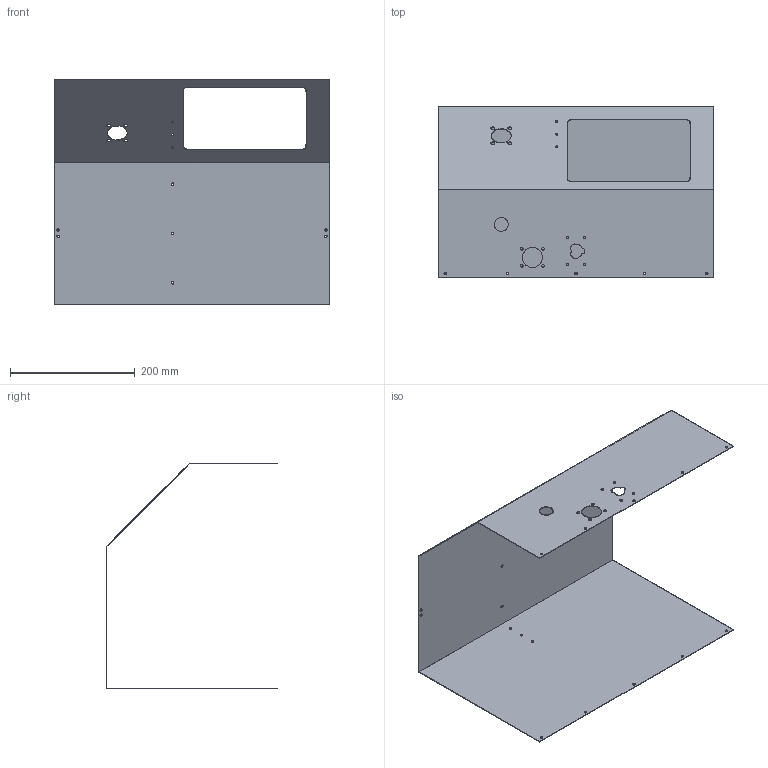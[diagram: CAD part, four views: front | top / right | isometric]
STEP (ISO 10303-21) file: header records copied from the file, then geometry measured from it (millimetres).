
FILE_DESCRIPTION(/* description */ (''),/* implementation_level */ '2;1');
FILE_NAME(/* name */ 'bmr_001_carcasa_superior_para_fabricar v1.step',/* time_stamp */ '2020-04-10T14:53:25+02:00',/* author */ (''),/* organization */ (''),/* preprocessor_version */ 'ST-DEVELOPER v18',/* originating_system */ 'Autodesk Translation Framework v8.12.0.6',/* authorisation */ '');
FILE_SCHEMA (('AUTOMOTIVE_DESIGN { 1 0 10303 214 3 1 1 }'));
Length unit declared in the file: millimetre
Products named in the file (2): bmr_001_carcasa_superior_para_fabricar; bmr_001_carcasa_superior_para_fabricar_1
Assembly tree (1 placements, depth 2):
  bmr_001_carcasa_superior_para_fabricar
    bmr_001_carcasa_superior_para_fabricar_1
Bounding box: 440 x 275 x 362 mm (x, y, z)
Surface area: 674099 mm2 (no closed solid volume)
Topology: 0 solids, 97 shells, 99 faces, 619 edges, 617 vertices
Faces by surface type: bspline 82, plane 17
Entity records: 22998 total; most frequent: CARTESIAN_POINT 19067, ORIENTED_EDGE 621, EDGE_CURVE 619, VERTEX_POINT 617, B_SPLINE_CURVE_WITH_KNOTS 381, DIRECTION 299, LINE 217, VECTOR 217
